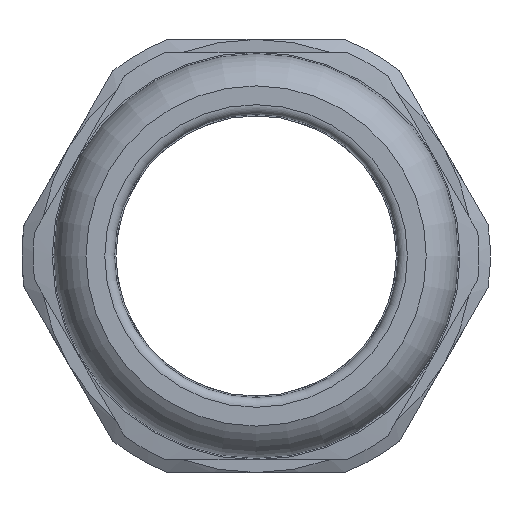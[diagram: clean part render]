
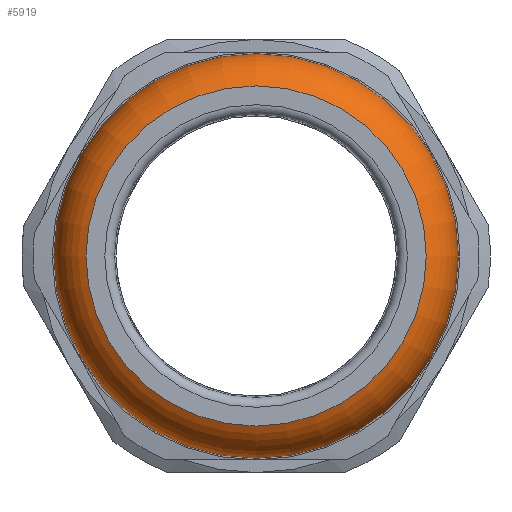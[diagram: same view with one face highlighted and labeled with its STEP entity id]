
A CAD part, left-side view. The second image highlights one B-rep face of the part: STEP entity #5919.
In plain terms, the highlighted toroidal (fillet/blend) face has major radius 23.26 mm and minor radius 8.5 mm.
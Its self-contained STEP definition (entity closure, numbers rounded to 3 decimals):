
#66=TOROIDAL_SURFACE('',#6598,23.26,8.5);
#1355=FACE_BOUND('',#2079,.T.);
#1696=FACE_OUTER_BOUND('',#2078,.T.);
#2078=EDGE_LOOP('',(#5414));
#2079=EDGE_LOOP('',(#5415));
#2401=CIRCLE('',#6553,26.706);
#2424=CIRCLE('',#6599,31.75);
#2961=VERTEX_POINT('',#10490);
#2998=VERTEX_POINT('',#10657);
#3779=EDGE_CURVE('',#2961,#2961,#2401,.T.);
#3838=EDGE_CURVE('',#2998,#2998,#2424,.T.);
#5414=ORIENTED_EDGE('',*,*,#3838,.F.);
#5415=ORIENTED_EDGE('',*,*,#3779,.T.);
#5919=ADVANCED_FACE('',(#1696,#1355),#66,.T.);
#6553=AXIS2_PLACEMENT_3D('',#10491,#8228,#8229);
#6598=AXIS2_PLACEMENT_3D('',#10656,#8330,#8331);
#6599=AXIS2_PLACEMENT_3D('',#10658,#8332,#8333);
#8228=DIRECTION('center_axis',(1.,0.,0.));
#8229=DIRECTION('ref_axis',(0.,0.,-1.));
#8330=DIRECTION('center_axis',(1.,0.,0.));
#8331=DIRECTION('ref_axis',(0.,0.,-1.));
#8332=DIRECTION('center_axis',(1.,0.,0.));
#8333=DIRECTION('ref_axis',(0.,0.,-1.));
#10490=CARTESIAN_POINT('',(0.,26.706,0.));
#10491=CARTESIAN_POINT('Origin',(0.,0.,0.));
#10656=CARTESIAN_POINT('Origin',(7.77,0.,0.));
#10657=CARTESIAN_POINT('',(8.182,31.75,0.));
#10658=CARTESIAN_POINT('Origin',(8.182,0.,0.));
